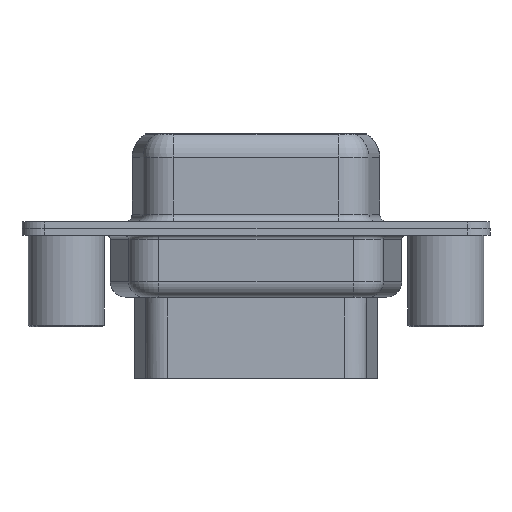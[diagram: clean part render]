
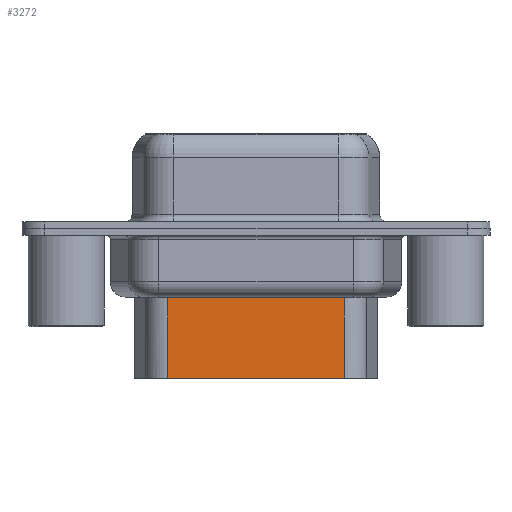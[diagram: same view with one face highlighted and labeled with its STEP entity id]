
A CAD part, front view. The second image highlights one B-rep face of the part: STEP entity #3272.
In plain terms, the highlighted planar face has unit normal (0, -1, 0).
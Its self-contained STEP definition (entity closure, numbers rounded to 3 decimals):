
#403 = VERTEX_POINT ( 'NONE', #457 ) ;
#457 = CARTESIAN_POINT ( 'NONE',  ( 18.289, -3.5, -4.097 ) ) ;
#854 = VERTEX_POINT ( 'NONE', #3873 ) ;
#916 = DIRECTION ( 'NONE',  ( 0., 0., -1. ) ) ;
#1156 = LINE ( 'NONE', #14297, #12554 ) ;
#1516 = DIRECTION ( 'NONE',  ( 0., -1., 0. ) ) ;
#1670 = DIRECTION ( 'NONE',  ( 1., 0., 0. ) ) ;
#2293 = CARTESIAN_POINT ( 'NONE',  ( 6.701, -3.5, -3.1 ) ) ;
#2829 = PLANE ( 'NONE',  #9407 ) ;
#2863 = EDGE_CURVE ( 'NONE', #403, #854, #1156, .T. ) ;
#3272 = ADVANCED_FACE ( 'NONE', ( #10847 ), #2829, .T. ) ;
#3392 = LINE ( 'NONE', #2293, #7830 ) ;
#3873 = CARTESIAN_POINT ( 'NONE',  ( 6.701, -3.5, -4.097 ) ) ;
#5150 = DIRECTION ( 'NONE',  ( -1., 0., 0. ) ) ;
#5579 = EDGE_CURVE ( 'NONE', #14895, #9036, #13144, .T. ) ;
#6789 = EDGE_CURVE ( 'NONE', #403, #14895, #12597, .T. ) ;
#7830 = VECTOR ( 'NONE', #916, 1000. ) ;
#8238 = ORIENTED_EDGE ( 'NONE', *, *, #2863, .T. ) ;
#9036 = VERTEX_POINT ( 'NONE', #9660 ) ;
#9137 = EDGE_LOOP ( 'NONE', ( #9211, #8238, #11503, #9795 ) ) ;
#9211 = ORIENTED_EDGE ( 'NONE', *, *, #6789, .F. ) ;
#9407 = AXIS2_PLACEMENT_3D ( 'NONE', #9916, #1516, #1670 ) ;
#9660 = CARTESIAN_POINT ( 'NONE',  ( 6.701, -3.5, -9.85 ) ) ;
#9795 = ORIENTED_EDGE ( 'NONE', *, *, #5579, .F. ) ;
#9916 = CARTESIAN_POINT ( 'NONE',  ( 6.701, -3.5, -3.1 ) ) ;
#9955 = VECTOR ( 'NONE', #5150, 1000. ) ;
#10813 = CARTESIAN_POINT ( 'NONE',  ( 6.701, -3.5, -9.85 ) ) ;
#10847 = FACE_OUTER_BOUND ( 'NONE', #9137, .T. ) ;
#11278 = CARTESIAN_POINT ( 'NONE',  ( 18.289, -3.5, -3.1 ) ) ;
#11503 = ORIENTED_EDGE ( 'NONE', *, *, #15036, .T. ) ;
#12554 = VECTOR ( 'NONE', #14221, 1000. ) ;
#12597 = LINE ( 'NONE', #11278, #14409 ) ;
#13144 = LINE ( 'NONE', #10813, #9955 ) ;
#13766 = DIRECTION ( 'NONE',  ( 0., 0., -1. ) ) ;
#14221 = DIRECTION ( 'NONE',  ( -1., 0., 0. ) ) ;
#14297 = CARTESIAN_POINT ( 'NONE',  ( 6.454, -3.5, -4.097 ) ) ;
#14409 = VECTOR ( 'NONE', #13766, 1000. ) ;
#14895 = VERTEX_POINT ( 'NONE', #14904 ) ;
#14904 = CARTESIAN_POINT ( 'NONE',  ( 18.289, -3.5, -9.85 ) ) ;
#15036 = EDGE_CURVE ( 'NONE', #854, #9036, #3392, .T. ) ;
